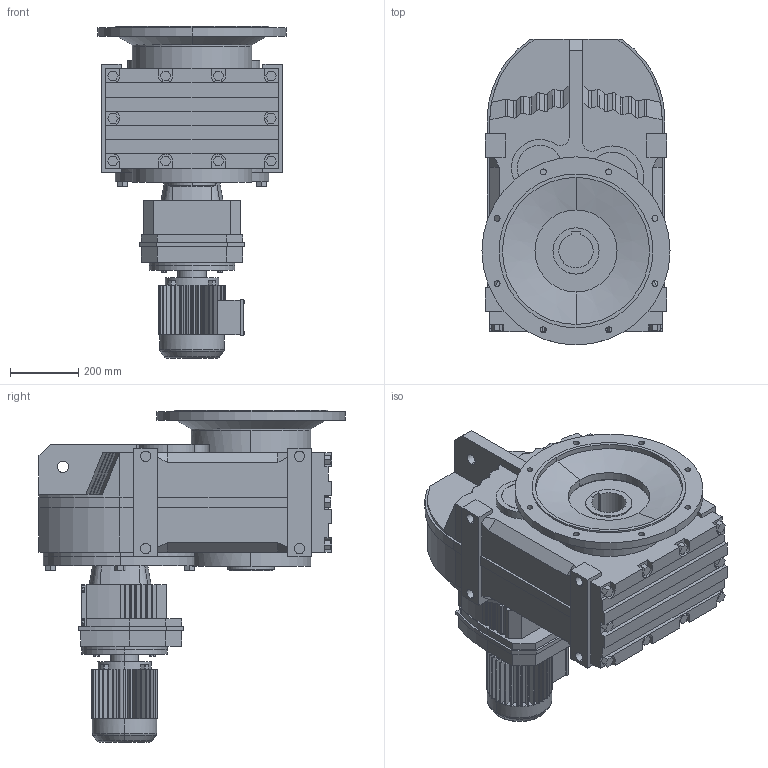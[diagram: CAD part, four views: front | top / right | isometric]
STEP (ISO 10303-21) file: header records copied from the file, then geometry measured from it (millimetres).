
FILE_DESCRIPTION(('Open CASCADE Model'),'2;1');
FILE_NAME('Open CASCADE Shape Model','2019-08-22T19:22:23',('Author'),( 'Open CASCADE'),'Open CASCADE STEP processor 6.3','Open CASCADE 6.3' ,'Unknown');
FILE_SCHEMA(('AUTOMOTIVE_DESIGN_CC2 { 1 2 10303 214 -1 1 5 4 }'));
Length unit declared in the file: millimetre
Products named in the file (6): 1_FAF127R87-Y90S; FA27‵157_127.step; 萇儂_250_Y90S.step; R_127_87.step; す瑩諾陑粣F_127.step; 楊擘F_127.step
Assembly tree (5 placements, depth 2):
  1_FAF127R87-Y90S
    FA27‵157_127.step
    萇儂_250_Y90S.step
    R_127_87.step
    す瑩諾陑粣F_127.step
    楊擘F_127.step
Bounding box: 550 x 895 x 971 mm (x, y, z)
Volume: 154349014.6 mm3; surface area: 4095453.5 mm2
Topology: 5 solids, 5 shells, 1069 faces, 2833 edges, 1852 vertices
Faces by surface type: plane 762, cylinder 273, bspline 16, cone 14, torus 4
Entity records: 71870 total; most frequent: CARTESIAN_POINT 17333, DIRECTION 9556, ORIENTED_EDGE 5666, PCURVE 5666, DEFINITIONAL_REPRESENTATION 5666, LINE 5501, VECTOR 5501, EDGE_CURVE 2833
